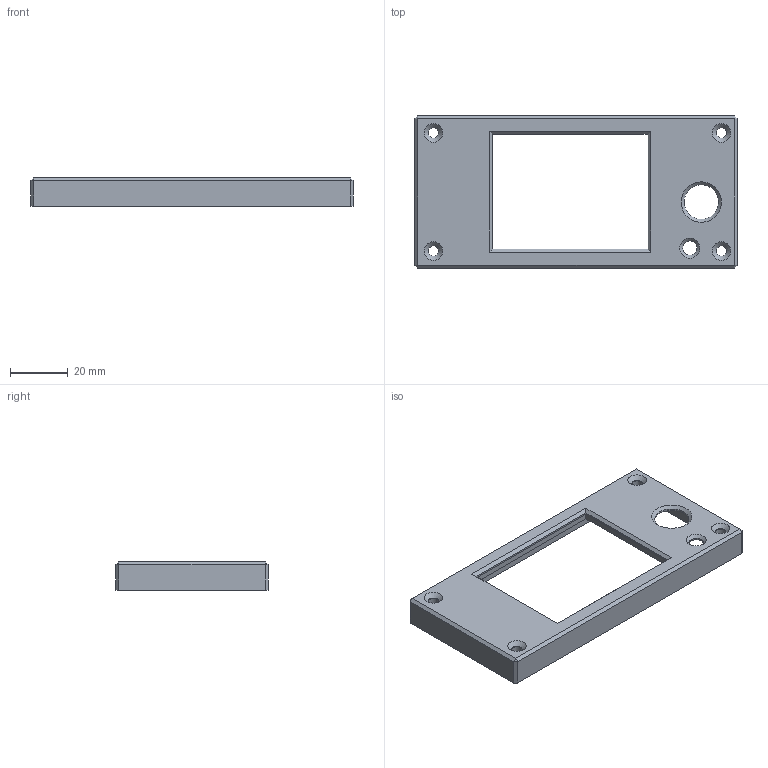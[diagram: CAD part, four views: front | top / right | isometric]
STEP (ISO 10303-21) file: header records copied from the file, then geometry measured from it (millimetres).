
FILE_DESCRIPTION(('FreeCAD Model'),'2;1');
FILE_NAME('Open CASCADE Shape Model','2021-12-21T21:02:09',('Author'),( ''),'Open CASCADE STEP processor 7.5','FreeCAD','Unknown');
FILE_SCHEMA(('AUTOMOTIVE_DESIGN { 1 0 10303 214 1 1 1 1 }'));
Length unit declared in the file: millimetre
Products named in the file (1): front.case
Bounding box: 112 x 53 x 10 mm (x, y, z)
Volume: 12897.7 mm3; surface area: 14915 mm2
Topology: 1 solids, 1 shells, 82 faces, 180 edges, 102 vertices
Faces by surface type: plane 48, cylinder 24, cone 10
Full cylindrical faces by diameter (mm): 3.6 x12, 5 x1, 12 x1
Entity records: 4520 total; most frequent: CARTESIAN_POINT 777, DIRECTION 704, LINE 412, VECTOR 412, ORIENTED_EDGE 360, PCURVE 360, DEFINITIONAL_REPRESENTATION 360, EDGE_CURVE 180
